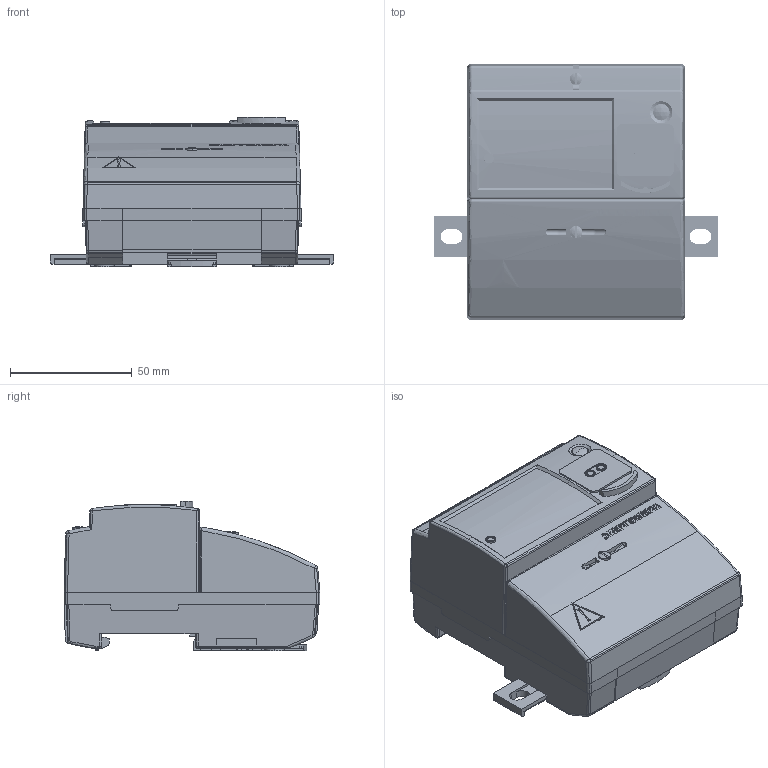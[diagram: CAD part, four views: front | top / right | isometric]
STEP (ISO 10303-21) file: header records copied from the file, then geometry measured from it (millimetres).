
FILE_DESCRIPTION (( 'STEP AP214' ), '1' );
FILE_NAME ('R5-1.STEP', '2025-02-12T10:05:49', ( '' ), ( '' ), 'SwSTEP 2.0', 'SolidWorks 2019', '' );
FILE_SCHEMA (( 'AUTOMOTIVE_DESIGN' ));
Length unit declared in the file: millimetre
Products named in the file (1): R5-1
Bounding box: 116.2 x 105 x 61.5 mm (x, y, z)
Volume: 117480.1 mm3; surface area: 158359.6 mm2
Topology: 317 solids, 317 shells, 5576 faces, 14499 edges, 9594 vertices
Faces by surface type: plane 3663, cylinder 1344, torus 350, cone 95, sphere 85, bspline 39
Entity records: 206570 total; most frequent: CARTESIAN_POINT 68864, ORIENTED_EDGE 28818, DIRECTION 26315, EDGE_CURVE 14409, VECTOR 9595, LINE 9595, VERTEX_POINT 9549, AXIS2_PLACEMENT_3D 8360
